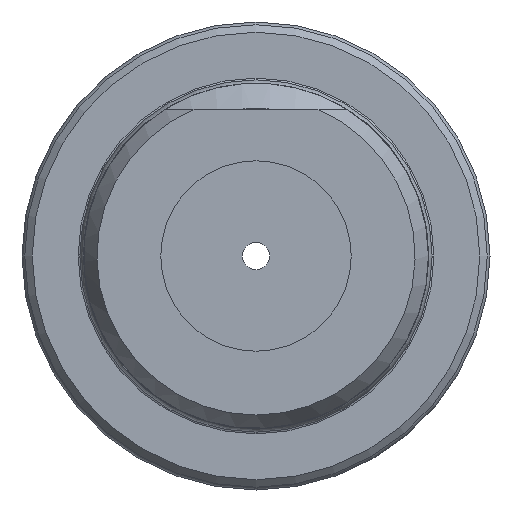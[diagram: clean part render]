
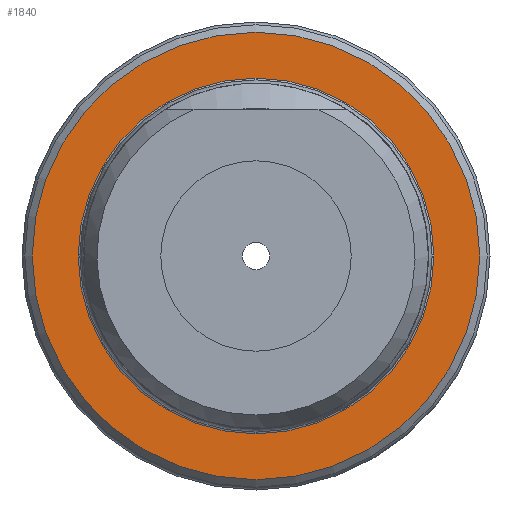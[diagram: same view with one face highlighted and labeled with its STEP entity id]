
A CAD part, left-side view. The second image highlights one B-rep face of the part: STEP entity #1840.
In plain terms, the highlighted planar face has unit normal (-1, 0, 0).
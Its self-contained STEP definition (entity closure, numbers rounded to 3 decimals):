
#118=FACE_BOUND('',#318,.T.);
#144=PLANE('',#2028);
#205=FACE_OUTER_BOUND('',#317,.T.);
#317=EDGE_LOOP('',(#1399,#1400));
#318=EDGE_LOOP('',(#1401,#1402));
#572=CIRCLE('',#2026,16.45);
#573=CIRCLE('',#2027,16.45);
#574=CIRCLE('',#2029,13.072);
#575=CIRCLE('',#2030,13.072);
#779=VERTEX_POINT('',#3192);
#780=VERTEX_POINT('',#3193);
#781=VERTEX_POINT('',#3198);
#782=VERTEX_POINT('',#3199);
#1016=EDGE_CURVE('',#779,#780,#572,.T.);
#1017=EDGE_CURVE('',#780,#779,#573,.T.);
#1019=EDGE_CURVE('',#781,#782,#574,.T.);
#1020=EDGE_CURVE('',#782,#781,#575,.T.);
#1399=ORIENTED_EDGE('',*,*,#1016,.T.);
#1400=ORIENTED_EDGE('',*,*,#1017,.T.);
#1401=ORIENTED_EDGE('',*,*,#1019,.F.);
#1402=ORIENTED_EDGE('',*,*,#1020,.F.);
#1840=ADVANCED_FACE('',(#205,#118),#144,.T.);
#2026=AXIS2_PLACEMENT_3D('',#3194,#2446,#2447);
#2027=AXIS2_PLACEMENT_3D('',#3195,#2448,#2449);
#2028=AXIS2_PLACEMENT_3D('',#3197,#2451,#2452);
#2029=AXIS2_PLACEMENT_3D('',#3200,#2453,#2454);
#2030=AXIS2_PLACEMENT_3D('',#3201,#2455,#2456);
#2446=DIRECTION('center_axis',(-1.,0.,0.));
#2447=DIRECTION('ref_axis',(0.,0.,1.));
#2448=DIRECTION('center_axis',(-1.,0.,0.));
#2449=DIRECTION('ref_axis',(0.,0.,1.));
#2451=DIRECTION('center_axis',(-1.,0.,0.));
#2452=DIRECTION('ref_axis',(0.,0.,1.));
#2453=DIRECTION('center_axis',(-1.,0.,0.));
#2454=DIRECTION('ref_axis',(0.,0.,1.));
#2455=DIRECTION('center_axis',(-1.,0.,0.));
#2456=DIRECTION('ref_axis',(0.,0.,1.));
#3192=CARTESIAN_POINT('',(0.,-16.45,0.));
#3193=CARTESIAN_POINT('',(0.,16.45,0.));
#3194=CARTESIAN_POINT('Origin',(0.,0.,0.));
#3195=CARTESIAN_POINT('Origin',(0.,0.,0.));
#3197=CARTESIAN_POINT('Origin',(0.,-13.072,0.));
#3198=CARTESIAN_POINT('',(0.,-13.072,0.));
#3199=CARTESIAN_POINT('',(0.,0.,-13.072));
#3200=CARTESIAN_POINT('Origin',(0.,0.,0.));
#3201=CARTESIAN_POINT('Origin',(0.,0.,0.));
